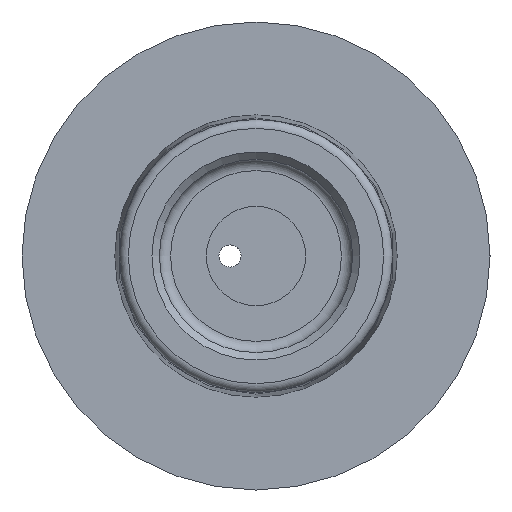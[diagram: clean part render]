
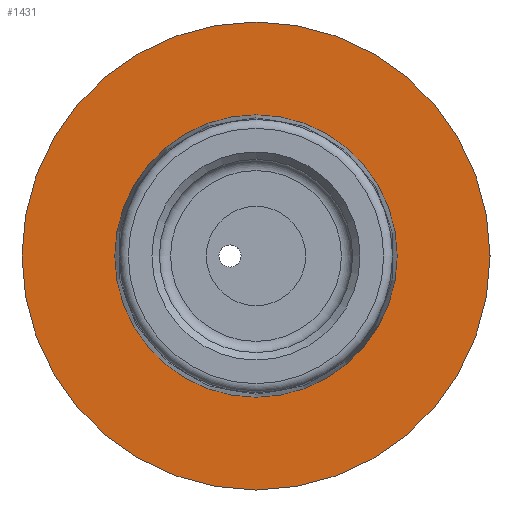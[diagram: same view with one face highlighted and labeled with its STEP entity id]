
A CAD part, left-side view. The second image highlights one B-rep face of the part: STEP entity #1431.
In plain terms, the highlighted planar face has unit normal (-1, 0, 0).
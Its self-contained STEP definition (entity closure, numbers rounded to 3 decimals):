
#159=PLANE('',#1559);
#244=CIRCLE('',#1557,31.5);
#246=CIRCLE('',#1560,19.005);
#507=VERTEX_POINT('',#14210);
#508=VERTEX_POINT('',#14215);
#730=EDGE_CURVE('',#507,#507,#244,.T.);
#732=EDGE_CURVE('',#508,#508,#246,.F.);
#1083=ORIENTED_EDGE('',*,*,#730,.F.);
#1084=ORIENTED_EDGE('',*,*,#732,.T.);
#1244=EDGE_LOOP('',(#1083));
#1245=EDGE_LOOP('',(#1084));
#1344=FACE_BOUND('',#1244,.T.);
#1345=FACE_BOUND('',#1245,.T.);
#1431=ADVANCED_FACE('',(#1344,#1345),#159,.T.);
#1557=AXIS2_PLACEMENT_3D('',#14211,#1841,#1842);
#1559=AXIS2_PLACEMENT_3D('',#14213,#1845,$);
#1560=AXIS2_PLACEMENT_3D('',#14214,#1846,#1847);
#1841=DIRECTION('',(1.,0.,0.));
#1842=DIRECTION('',(0.,0.,-31.5));
#1845=DIRECTION('',(-1.,0.,0.));
#1846=DIRECTION('',(-1.,0.,0.));
#1847=DIRECTION('',(0.,0.,-19.005));
#14210=CARTESIAN_POINT('',(-53.,0.,31.5));
#14211=CARTESIAN_POINT('',(-53.,0.,0.));
#14213=CARTESIAN_POINT('',(-53.,0.,-25.252));
#14214=CARTESIAN_POINT('',(-53.,0.,0.));
#14215=CARTESIAN_POINT('',(-53.,0.,19.005));
